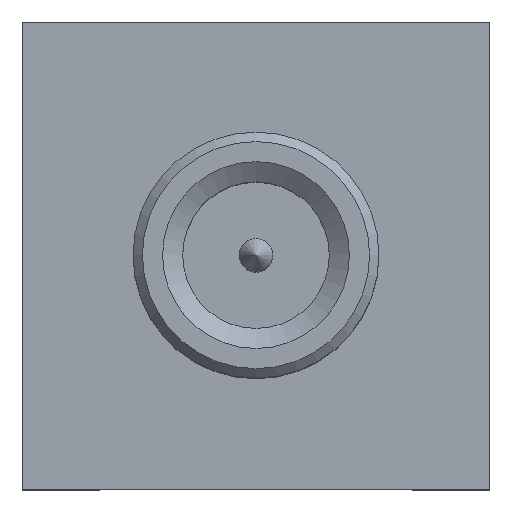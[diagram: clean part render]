
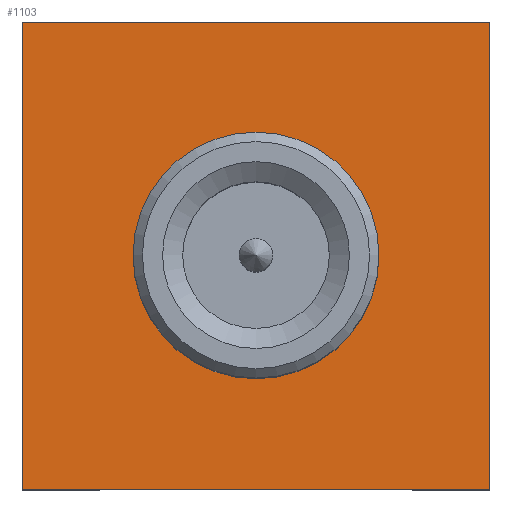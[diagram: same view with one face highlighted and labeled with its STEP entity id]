
A CAD part, top view. The second image highlights one B-rep face of the part: STEP entity #1103.
In plain terms, the highlighted planar face has unit normal (0, 0, 1).
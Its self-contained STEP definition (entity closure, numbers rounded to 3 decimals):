
#35=CIRCLE('',#1157,1.84);
#128=ORIENTED_EDGE('',*,*,#318,.T.);
#129=ORIENTED_EDGE('',*,*,#300,.T.);
#130=ORIENTED_EDGE('',*,*,#306,.T.);
#131=ORIENTED_EDGE('',*,*,#312,.T.);
#132=ORIENTED_EDGE('',*,*,#317,.T.);
#300=EDGE_CURVE('',#391,#396,#474,.T.);
#306=EDGE_CURVE('',#396,#400,#480,.T.);
#312=EDGE_CURVE('',#400,#404,#486,.T.);
#317=EDGE_CURVE('',#404,#391,#491,.T.);
#318=EDGE_CURVE('',#407,#407,#35,.T.);
#391=VERTEX_POINT('',#1510);
#396=VERTEX_POINT('',#1520);
#400=VERTEX_POINT('',#1531);
#404=VERTEX_POINT('',#1542);
#407=VERTEX_POINT('',#1554);
#474=LINE('',#1521,#558);
#480=LINE('',#1532,#564);
#486=LINE('',#1543,#570);
#491=LINE('',#1551,#575);
#558=VECTOR('',#1276,1000.);
#564=VECTOR('',#1284,1000.);
#570=VECTOR('',#1292,1000.);
#575=VECTOR('',#1299,1000.);
#610=EDGE_LOOP('',(#128));
#611=EDGE_LOOP('',(#129,#130,#131,#132));
#674=FACE_BOUND('',#610,.T.);
#675=FACE_BOUND('',#611,.T.);
#738=PLANE('',#1156);
#1103=ADVANCED_FACE('',(#674,#675),#738,.T.);
#1156=AXIS2_PLACEMENT_3D('',#1552,#1300,#1301);
#1157=AXIS2_PLACEMENT_3D('',#1553,#1302,#1303);
#1276=DIRECTION('',(1.,0.,0.));
#1284=DIRECTION('',(0.,1.,0.));
#1292=DIRECTION('',(-1.,0.,0.));
#1299=DIRECTION('',(0.,-1.,0.));
#1300=DIRECTION('',(0.,0.,1.));
#1301=DIRECTION('',(1.,0.,0.));
#1302=DIRECTION('',(0.,0.,-1.));
#1303=DIRECTION('',(1.,0.,0.));
#1510=CARTESIAN_POINT('',(-3.5,-3.5,2.05));
#1520=CARTESIAN_POINT('',(3.5,-3.5,2.05));
#1521=CARTESIAN_POINT('',(-3.5,-3.5,2.05));
#1531=CARTESIAN_POINT('',(3.5,3.5,2.05));
#1532=CARTESIAN_POINT('',(3.5,-3.5,2.05));
#1542=CARTESIAN_POINT('',(-3.5,3.5,2.05));
#1543=CARTESIAN_POINT('',(3.5,3.5,2.05));
#1551=CARTESIAN_POINT('',(-3.5,3.5,2.05));
#1552=CARTESIAN_POINT('',(0.,0.,2.05));
#1553=CARTESIAN_POINT('',(0.,0.,2.05));
#1554=CARTESIAN_POINT('',(1.84,0.,2.05));
